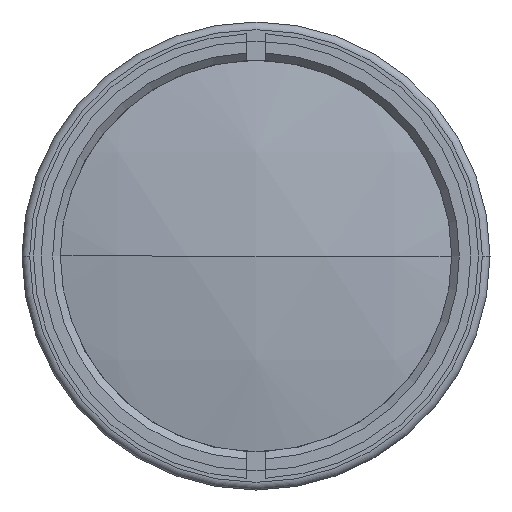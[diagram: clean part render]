
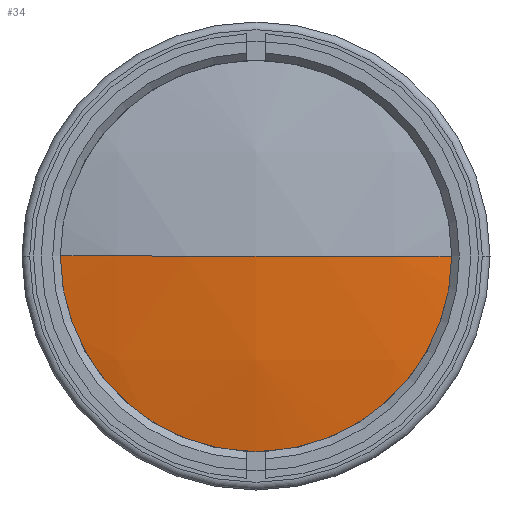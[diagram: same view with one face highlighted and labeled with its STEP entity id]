
A CAD part, left-side view. The second image highlights one B-rep face of the part: STEP entity #34.
In plain terms, the highlighted spherical face has radius 124 mm.
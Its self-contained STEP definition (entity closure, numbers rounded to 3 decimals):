
#34 = ADVANCED_FACE ( 'NONE', ( #2013 ), #2794, .T. ) ;
#128 = VERTEX_POINT ( 'NONE', #2323 ) ;
#225 = DIRECTION ( 'NONE',  ( -1., 0., 0. ) ) ;
#642 = EDGE_CURVE ( 'NONE', #2779, #1718, #1546, .T. ) ;
#667 = CARTESIAN_POINT ( 'NONE',  ( 16.66, 0., 0. ) ) ;
#740 = DIRECTION ( 'NONE',  ( 0., 0., -1. ) ) ;
#788 = CIRCLE ( 'NONE', #1236, 124. ) ;
#1010 = DIRECTION ( 'NONE',  ( 0., 0., -1. ) ) ;
#1075 = ORIENTED_EDGE ( 'NONE', *, *, #1350, .F. ) ;
#1236 = AXIS2_PLACEMENT_3D ( 'NONE', #2690, #2642, #3437 ) ;
#1350 = EDGE_CURVE ( 'NONE', #2779, #128, #788, .T. ) ;
#1546 = CIRCLE ( 'NONE', #2447, 27. ) ;
#1718 = VERTEX_POINT ( 'NONE', #2037 ) ;
#2013 = FACE_OUTER_BOUND ( 'NONE', #3190, .T. ) ;
#2037 = CARTESIAN_POINT ( 'NONE',  ( -104.365, -27., 0. ) ) ;
#2068 = DIRECTION ( 'NONE',  ( 0., 1., 0. ) ) ;
#2120 = AXIS2_PLACEMENT_3D ( 'NONE', #667, #740, #2068 ) ;
#2308 = ORIENTED_EDGE ( 'NONE', *, *, #642, .T. ) ;
#2320 = EDGE_CURVE ( 'NONE', #1718, #128, #3356, .T. ) ;
#2323 = CARTESIAN_POINT ( 'NONE',  ( -107.34, 0., 0. ) ) ;
#2333 = CARTESIAN_POINT ( 'NONE',  ( -104.365, 27., 0. ) ) ;
#2367 = DIRECTION ( 'NONE',  ( 0., 0., 1. ) ) ;
#2369 = ORIENTED_EDGE ( 'NONE', *, *, #2320, .T. ) ;
#2447 = AXIS2_PLACEMENT_3D ( 'NONE', #2914, #225, #2367 ) ;
#2642 = DIRECTION ( 'NONE',  ( 0., 0., 1. ) ) ;
#2690 = CARTESIAN_POINT ( 'NONE',  ( 16.66, 0., 0. ) ) ;
#2779 = VERTEX_POINT ( 'NONE', #2333 ) ;
#2794 = SPHERICAL_SURFACE ( 'NONE', #2120, 124. ) ;
#2914 = CARTESIAN_POINT ( 'NONE',  ( -104.365, 0., 0. ) ) ;
#3060 = DIRECTION ( 'NONE',  ( 0., 1., 0. ) ) ;
#3077 = AXIS2_PLACEMENT_3D ( 'NONE', #3116, #1010, #3060 ) ;
#3116 = CARTESIAN_POINT ( 'NONE',  ( 16.66, 0., 0. ) ) ;
#3190 = EDGE_LOOP ( 'NONE', ( #2308, #2369, #1075 ) ) ;
#3356 = CIRCLE ( 'NONE', #3077, 124. ) ;
#3437 = DIRECTION ( 'NONE',  ( 0., -1., 0. ) ) ;
